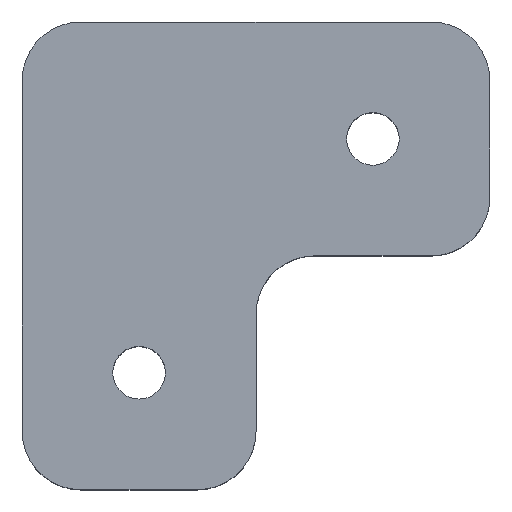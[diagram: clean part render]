
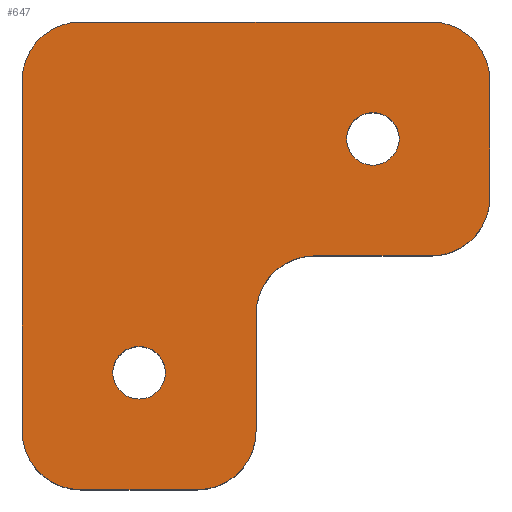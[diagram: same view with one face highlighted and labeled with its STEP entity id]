
A CAD part, top view. The second image highlights one B-rep face of the part: STEP entity #647.
In plain terms, the highlighted planar face has unit normal (0, 0, 1).
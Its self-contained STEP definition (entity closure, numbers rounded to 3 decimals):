
#5 = VERTEX_POINT ( 'NONE', #214 ) ;
#18 = CARTESIAN_POINT ( 'NONE',  ( 20., 20., 20. ) ) ;
#29 = DIRECTION ( 'NONE',  ( 0., 0., 1. ) ) ;
#38 = ORIENTED_EDGE ( 'NONE', *, *, #81, .T. ) ;
#40 = VECTOR ( 'NONE', #79, 1000. ) ;
#42 = CARTESIAN_POINT ( 'NONE',  ( -12.25, -10., 20. ) ) ;
#48 = DIRECTION ( 'NONE',  ( 1., 0., 0. ) ) ;
#51 = CARTESIAN_POINT ( 'NONE',  ( -10., -10., 20. ) ) ;
#56 = DIRECTION ( 'NONE',  ( 0., 0., -1. ) ) ;
#57 = DIRECTION ( 'NONE',  ( -1., 0., 0. ) ) ;
#61 = ORIENTED_EDGE ( 'NONE', *, *, #102, .T. ) ;
#63 = CIRCLE ( 'NONE', #721, 5. ) ;
#64 = ORIENTED_EDGE ( 'NONE', *, *, #897, .T. ) ;
#66 = CARTESIAN_POINT ( 'NONE',  ( -20., 20., 20. ) ) ;
#67 = EDGE_CURVE ( 'NONE', #546, #83, #854, .T. ) ;
#79 = DIRECTION ( 'NONE',  ( 0., 1., 0. ) ) ;
#81 = EDGE_CURVE ( 'NONE', #253, #676, #63, .T. ) ;
#83 = VERTEX_POINT ( 'NONE', #924 ) ;
#91 = AXIS2_PLACEMENT_3D ( 'NONE', #353, #339, #968 ) ;
#102 = EDGE_CURVE ( 'NONE', #867, #1026, #248, .T. ) ;
#103 = LINE ( 'NONE', #167, #529 ) ;
#105 = VERTEX_POINT ( 'NONE', #371 ) ;
#116 = AXIS2_PLACEMENT_3D ( 'NONE', #181, #798, #580 ) ;
#127 = CARTESIAN_POINT ( 'NONE',  ( 0., -5., 20. ) ) ;
#128 = CARTESIAN_POINT ( 'NONE',  ( -5., -20., 20. ) ) ;
#130 = CARTESIAN_POINT ( 'NONE',  ( 15., 5., 20. ) ) ;
#144 = VERTEX_POINT ( 'NONE', #830 ) ;
#164 = CARTESIAN_POINT ( 'NONE',  ( 12.25, 10., 20. ) ) ;
#166 = ORIENTED_EDGE ( 'NONE', *, *, #547, .F. ) ;
#167 = CARTESIAN_POINT ( 'NONE',  ( -20., 20., 20. ) ) ;
#168 = ORIENTED_EDGE ( 'NONE', *, *, #538, .T. ) ;
#170 = AXIS2_PLACEMENT_3D ( 'NONE', #552, #711, #949 ) ;
#178 = EDGE_LOOP ( 'NONE', ( #166, #61, #899, #38, #966, #744, #597, #539, #501, #168, #1005, #240 ) ) ;
#181 = CARTESIAN_POINT ( 'NONE',  ( 10., 10., 20. ) ) ;
#182 = VERTEX_POINT ( 'NONE', #262 ) ;
#204 = EDGE_CURVE ( 'NONE', #253, #1026, #879, .T. ) ;
#214 = CARTESIAN_POINT ( 'NONE',  ( -15., 20., 20. ) ) ;
#215 = EDGE_CURVE ( 'NONE', #691, #1009, #383, .T. ) ;
#225 = EDGE_CURVE ( 'NONE', #83, #105, #685, .T. ) ;
#226 = AXIS2_PLACEMENT_3D ( 'NONE', #841, #282, #369 ) ;
#231 = EDGE_CURVE ( 'NONE', #5, #546, #300, .T. ) ;
#240 = ORIENTED_EDGE ( 'NONE', *, *, #453, .T. ) ;
#244 = AXIS2_PLACEMENT_3D ( 'NONE', #569, #29, #578 ) ;
#248 = CIRCLE ( 'NONE', #387, 5. ) ;
#253 = VERTEX_POINT ( 'NONE', #496 ) ;
#262 = CARTESIAN_POINT ( 'NONE',  ( -7.75, -10., 20. ) ) ;
#271 = EDGE_LOOP ( 'NONE', ( #64, #583 ) ) ;
#281 = CIRCLE ( 'NONE', #782, 2.25 ) ;
#282 = DIRECTION ( 'NONE',  ( 0., 0., 1. ) ) ;
#300 = CIRCLE ( 'NONE', #1000, 5. ) ;
#302 = DIRECTION ( 'NONE',  ( 0., -1., 0. ) ) ;
#339 = DIRECTION ( 'NONE',  ( 0., 0., -1. ) ) ;
#353 = CARTESIAN_POINT ( 'NONE',  ( -10., -10., 20. ) ) ;
#357 = CIRCLE ( 'NONE', #91, 2.25 ) ;
#366 = DIRECTION ( 'NONE',  ( 1., 0., 0. ) ) ;
#369 = DIRECTION ( 'NONE',  ( 1., 0., 0. ) ) ;
#371 = CARTESIAN_POINT ( 'NONE',  ( -15., -20., 20. ) ) ;
#383 = CIRCLE ( 'NONE', #116, 2.25 ) ;
#387 = AXIS2_PLACEMENT_3D ( 'NONE', #130, #755, #48 ) ;
#394 = FACE_BOUND ( 'NONE', #768, .T. ) ;
#404 = FACE_OUTER_BOUND ( 'NONE', #178, .T. ) ;
#433 = CARTESIAN_POINT ( 'NONE',  ( 10., 10., 20. ) ) ;
#441 = DIRECTION ( 'NONE',  ( 1., 0., 0. ) ) ;
#443 = AXIS2_PLACEMENT_3D ( 'NONE', #51, #520, #57 ) ;
#449 = DIRECTION ( 'NONE',  ( 1., 0., 0. ) ) ;
#453 = EDGE_CURVE ( 'NONE', #485, #144, #642, .T. ) ;
#457 = VERTEX_POINT ( 'NONE', #42 ) ;
#459 = FACE_BOUND ( 'NONE', #271, .T. ) ;
#463 = LINE ( 'NONE', #550, #40 ) ;
#468 = CARTESIAN_POINT ( 'NONE',  ( 0., -15., 20. ) ) ;
#485 = VERTEX_POINT ( 'NONE', #127 ) ;
#496 = CARTESIAN_POINT ( 'NONE',  ( 20., 15., 20. ) ) ;
#498 = DIRECTION ( 'NONE',  ( 0., 0., 1. ) ) ;
#501 = ORIENTED_EDGE ( 'NONE', *, *, #536, .T. ) ;
#502 = CARTESIAN_POINT ( 'NONE',  ( 15., 0., 20. ) ) ;
#503 = EDGE_CURVE ( 'NONE', #457, #182, #577, .T. ) ;
#509 = AXIS2_PLACEMENT_3D ( 'NONE', #515, #757, #366 ) ;
#511 = CARTESIAN_POINT ( 'NONE',  ( 20., 0., 20. ) ) ;
#515 = CARTESIAN_POINT ( 'NONE',  ( 5., -5., 20. ) ) ;
#520 = DIRECTION ( 'NONE',  ( 0., 0., -1. ) ) ;
#522 = CIRCLE ( 'NONE', #226, 5. ) ;
#529 = VECTOR ( 'NONE', #898, 1000. ) ;
#535 = PLANE ( 'NONE',  #170 ) ;
#536 = EDGE_CURVE ( 'NONE', #105, #930, #673, .T. ) ;
#538 = EDGE_CURVE ( 'NONE', #930, #976, #522, .T. ) ;
#539 = ORIENTED_EDGE ( 'NONE', *, *, #225, .T. ) ;
#540 = VECTOR ( 'NONE', #302, 1000. ) ;
#546 = VERTEX_POINT ( 'NONE', #743 ) ;
#547 = EDGE_CURVE ( 'NONE', #867, #144, #823, .T. ) ;
#550 = CARTESIAN_POINT ( 'NONE',  ( 0., -20., 20. ) ) ;
#552 = CARTESIAN_POINT ( 'NONE',  ( 0., 0., 20. ) ) ;
#569 = CARTESIAN_POINT ( 'NONE',  ( -15., -15., 20. ) ) ;
#577 = CIRCLE ( 'NONE', #443, 2.25 ) ;
#578 = DIRECTION ( 'NONE',  ( 1., 0., 0. ) ) ;
#580 = DIRECTION ( 'NONE',  ( -1., 0., 0. ) ) ;
#583 = ORIENTED_EDGE ( 'NONE', *, *, #215, .T. ) ;
#591 = ORIENTED_EDGE ( 'NONE', *, *, #720, .T. ) ;
#597 = ORIENTED_EDGE ( 'NONE', *, *, #67, .T. ) ;
#611 = CARTESIAN_POINT ( 'NONE',  ( 15., 15., 20. ) ) ;
#624 = VECTOR ( 'NONE', #988, 1000. ) ;
#630 = CARTESIAN_POINT ( 'NONE',  ( 7.75, 10., 20. ) ) ;
#642 = CIRCLE ( 'NONE', #509, 5. ) ;
#647 = ADVANCED_FACE ( 'NONE', ( #459, #394, #404 ), #535, .T. ) ;
#673 = LINE ( 'NONE', #982, #1019 ) ;
#676 = VERTEX_POINT ( 'NONE', #1020 ) ;
#685 = CIRCLE ( 'NONE', #244, 5. ) ;
#691 = VERTEX_POINT ( 'NONE', #164 ) ;
#711 = DIRECTION ( 'NONE',  ( 0., 0., 1. ) ) ;
#720 = EDGE_CURVE ( 'NONE', #182, #457, #357, .T. ) ;
#721 = AXIS2_PLACEMENT_3D ( 'NONE', #611, #920, #449 ) ;
#741 = CARTESIAN_POINT ( 'NONE',  ( -15., 15., 20. ) ) ;
#743 = CARTESIAN_POINT ( 'NONE',  ( -20., 15., 20. ) ) ;
#744 = ORIENTED_EDGE ( 'NONE', *, *, #231, .T. ) ;
#755 = DIRECTION ( 'NONE',  ( 0., 0., 1. ) ) ;
#757 = DIRECTION ( 'NONE',  ( 0., 0., -1. ) ) ;
#768 = EDGE_LOOP ( 'NONE', ( #856, #591 ) ) ;
#782 = AXIS2_PLACEMENT_3D ( 'NONE', #433, #56, #821 ) ;
#798 = DIRECTION ( 'NONE',  ( 0., 0., -1. ) ) ;
#806 = EDGE_CURVE ( 'NONE', #5, #676, #103, .T. ) ;
#815 = DIRECTION ( 'NONE',  ( 1., 0., 0. ) ) ;
#821 = DIRECTION ( 'NONE',  ( -1., 0., 0. ) ) ;
#823 = LINE ( 'NONE', #511, #624 ) ;
#830 = CARTESIAN_POINT ( 'NONE',  ( 5., 0., 20. ) ) ;
#841 = CARTESIAN_POINT ( 'NONE',  ( -5., -15., 20. ) ) ;
#854 = LINE ( 'NONE', #66, #540 ) ;
#856 = ORIENTED_EDGE ( 'NONE', *, *, #503, .T. ) ;
#867 = VERTEX_POINT ( 'NONE', #502 ) ;
#873 = VECTOR ( 'NONE', #969, 1000. ) ;
#879 = LINE ( 'NONE', #18, #873 ) ;
#897 = EDGE_CURVE ( 'NONE', #1009, #691, #281, .T. ) ;
#898 = DIRECTION ( 'NONE',  ( 1., 0., 0. ) ) ;
#899 = ORIENTED_EDGE ( 'NONE', *, *, #204, .F. ) ;
#920 = DIRECTION ( 'NONE',  ( 0., 0., 1. ) ) ;
#924 = CARTESIAN_POINT ( 'NONE',  ( -20., -15., 20. ) ) ;
#927 = CARTESIAN_POINT ( 'NONE',  ( 20., 5., 20. ) ) ;
#930 = VERTEX_POINT ( 'NONE', #128 ) ;
#949 = DIRECTION ( 'NONE',  ( 1., 0., 0. ) ) ;
#966 = ORIENTED_EDGE ( 'NONE', *, *, #806, .F. ) ;
#968 = DIRECTION ( 'NONE',  ( -1., 0., 0. ) ) ;
#969 = DIRECTION ( 'NONE',  ( 0., -1., 0. ) ) ;
#976 = VERTEX_POINT ( 'NONE', #468 ) ;
#982 = CARTESIAN_POINT ( 'NONE',  ( -20., -20., 20. ) ) ;
#988 = DIRECTION ( 'NONE',  ( -1., 0., 0. ) ) ;
#1000 = AXIS2_PLACEMENT_3D ( 'NONE', #741, #498, #815 ) ;
#1005 = ORIENTED_EDGE ( 'NONE', *, *, #1013, .T. ) ;
#1009 = VERTEX_POINT ( 'NONE', #630 ) ;
#1013 = EDGE_CURVE ( 'NONE', #976, #485, #463, .T. ) ;
#1019 = VECTOR ( 'NONE', #441, 1000. ) ;
#1020 = CARTESIAN_POINT ( 'NONE',  ( 15., 20., 20. ) ) ;
#1026 = VERTEX_POINT ( 'NONE', #927 ) ;
